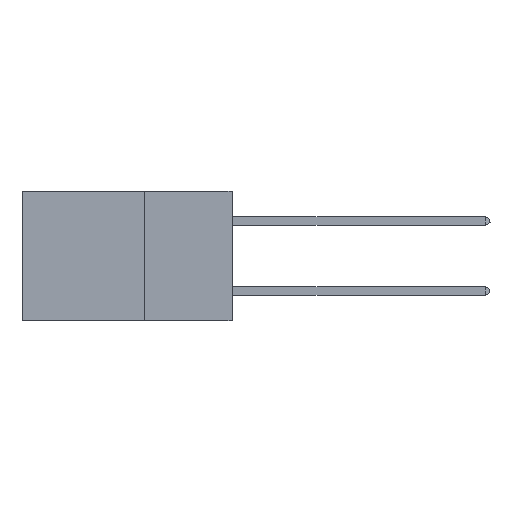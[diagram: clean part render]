
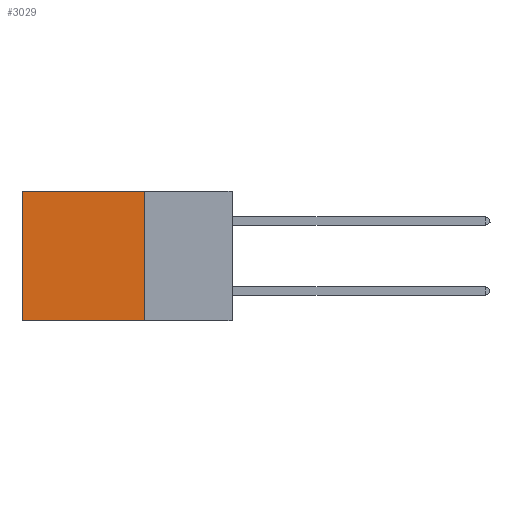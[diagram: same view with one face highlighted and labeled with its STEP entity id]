
A CAD part, left-side view. The second image highlights one B-rep face of the part: STEP entity #3029.
In plain terms, the highlighted planar face has unit normal (-1, 0, 0).
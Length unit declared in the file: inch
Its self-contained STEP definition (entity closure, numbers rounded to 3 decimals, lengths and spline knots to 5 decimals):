
#699 = ORIENTED_EDGE ( 'NONE', *, *, #2352, .F. ) ;
#723 = EDGE_CURVE ( 'NONE', #14930, #11494, #13700, .T. ) ;
#799 = FACE_OUTER_BOUND ( 'NONE', #7238, .T. ) ;
#1115 = CARTESIAN_POINT ( 'NONE',  ( 0.2875, 0.6, 0. ) ) ;
#1121 = CARTESIAN_POINT ( 'NONE',  ( 0.2875, 0.25, -0.37 ) ) ;
#1137 = VECTOR ( 'NONE', #10572, 39.37008 ) ;
#2352 = EDGE_CURVE ( 'NONE', #14930, #6225, #7027, .T. ) ;
#3029 = ADVANCED_FACE ( 'NONE', ( #799 ), #5710, .F. ) ;
#3427 = ORIENTED_EDGE ( 'NONE', *, *, #6184, .T. ) ;
#3458 = DIRECTION ( 'NONE',  ( 1., 0., 0. ) ) ;
#3546 = DIRECTION ( 'NONE',  ( 0., 0., -1. ) ) ;
#3600 = CARTESIAN_POINT ( 'NONE',  ( 0.2875, 0.25, 0. ) ) ;
#3713 = VERTEX_POINT ( 'NONE', #9061 ) ;
#4254 = ORIENTED_EDGE ( 'NONE', *, *, #723, .T. ) ;
#4378 = CARTESIAN_POINT ( 'NONE',  ( 0.2875, 0.6, 0. ) ) ;
#5710 = PLANE ( 'NONE',  #7060 ) ;
#6030 = DIRECTION ( 'NONE',  ( 0., 1., 0. ) ) ;
#6184 = EDGE_CURVE ( 'NONE', #11494, #3713, #11894, .T. ) ;
#6225 = VERTEX_POINT ( 'NONE', #10925 ) ;
#7027 = LINE ( 'NONE', #10740, #1137 ) ;
#7060 = AXIS2_PLACEMENT_3D ( 'NONE', #14373, #3458, #8347 ) ;
#7238 = EDGE_LOOP ( 'NONE', ( #3427, #7702, #699, #4254 ) ) ;
#7702 = ORIENTED_EDGE ( 'NONE', *, *, #14677, .F. ) ;
#8272 = LINE ( 'NONE', #1121, #9349 ) ;
#8347 = DIRECTION ( 'NONE',  ( 0., 0., -1. ) ) ;
#9061 = CARTESIAN_POINT ( 'NONE',  ( 0.2875, 0.6, -0.37 ) ) ;
#9349 = VECTOR ( 'NONE', #6030, 39.37008 ) ;
#9779 = CARTESIAN_POINT ( 'NONE',  ( 0.2875, 0.25, 0. ) ) ;
#10572 = DIRECTION ( 'NONE',  ( 0., 0., -1. ) ) ;
#10740 = CARTESIAN_POINT ( 'NONE',  ( 0.2875, 0.25, 0. ) ) ;
#10925 = CARTESIAN_POINT ( 'NONE',  ( 0.2875, 0.25, -0.37 ) ) ;
#11494 = VERTEX_POINT ( 'NONE', #4378 ) ;
#11894 = LINE ( 'NONE', #1115, #15567 ) ;
#13700 = LINE ( 'NONE', #9779, #14150 ) ;
#14150 = VECTOR ( 'NONE', #14896, 39.37008 ) ;
#14373 = CARTESIAN_POINT ( 'NONE',  ( 0.2875, 0.25, 0. ) ) ;
#14677 = EDGE_CURVE ( 'NONE', #6225, #3713, #8272, .T. ) ;
#14896 = DIRECTION ( 'NONE',  ( 0., 1., 0. ) ) ;
#14930 = VERTEX_POINT ( 'NONE', #3600 ) ;
#15567 = VECTOR ( 'NONE', #3546, 39.37008 ) ;
